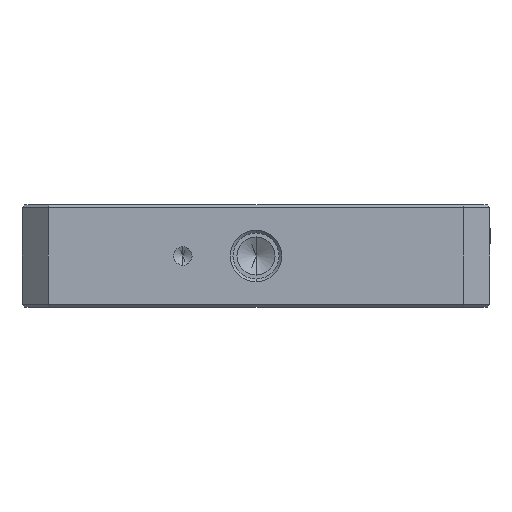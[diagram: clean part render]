
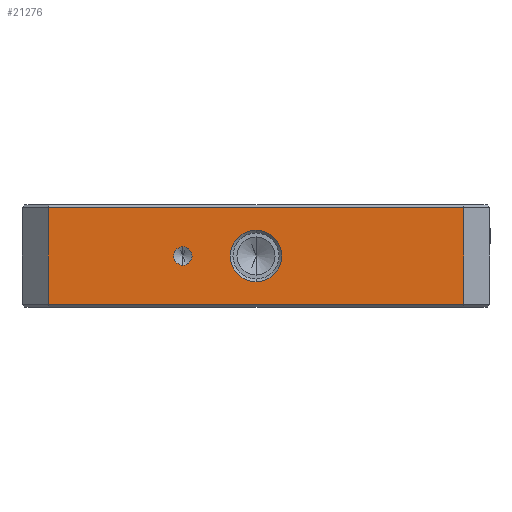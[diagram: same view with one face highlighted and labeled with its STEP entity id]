
A CAD part, front view. The second image highlights one B-rep face of the part: STEP entity #21276.
In plain terms, the highlighted planar face has unit normal (0, -1, 0).
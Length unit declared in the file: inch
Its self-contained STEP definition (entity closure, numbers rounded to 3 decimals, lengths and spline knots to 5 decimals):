
#593 = AXIS2_PLACEMENT_3D ( 'NONE', #26659, #15606, #13563 ) ;
#1114 = CARTESIAN_POINT ( 'NONE',  ( 0.71, -0.8, 0.175 ) ) ;
#2231 = VERTEX_POINT ( 'NONE', #14768 ) ;
#2350 = CARTESIAN_POINT ( 'NONE',  ( 0., -0.8, 0. ) ) ;
#2358 = CIRCLE ( 'NONE', #25089, 0.08874 ) ;
#2449 = DIRECTION ( 'NONE',  ( 0., 0., 1. ) ) ;
#2646 = ORIENTED_EDGE ( 'NONE', *, *, #26428, .F. ) ;
#2693 = DIRECTION ( 'NONE',  ( -1., 0., 0. ) ) ;
#2815 = AXIS2_PLACEMENT_3D ( 'NONE', #26865, #18129, #24751 ) ;
#3217 = ORIENTED_EDGE ( 'NONE', *, *, #7880, .F. ) ;
#3963 = EDGE_CURVE ( 'NONE', #23137, #2231, #22258, .T. ) ;
#4472 = EDGE_LOOP ( 'NONE', ( #10292, #27279 ) ) ;
#4598 = VERTEX_POINT ( 'NONE', #19223 ) ;
#5658 = CARTESIAN_POINT ( 'NONE',  ( -0.71, -0.8, 0.165 ) ) ;
#6031 = DIRECTION ( 'NONE',  ( 0., 0., 1. ) ) ;
#7880 = EDGE_CURVE ( 'NONE', #15661, #4598, #11957, .T. ) ;
#8223 = ORIENTED_EDGE ( 'NONE', *, *, #10462, .T. ) ;
#9185 = CARTESIAN_POINT ( 'NONE',  ( 0.71, -0.8, -0.165 ) ) ;
#9387 = DIRECTION ( 'NONE',  ( 0., 1., 0. ) ) ;
#9484 = DIRECTION ( 'NONE',  ( 0., 0., 1. ) ) ;
#9511 = DIRECTION ( 'NONE',  ( 0., 0., -1. ) ) ;
#10088 = VECTOR ( 'NONE', #2693, 39.37008 ) ;
#10292 = ORIENTED_EDGE ( 'NONE', *, *, #20556, .T. ) ;
#10462 = EDGE_CURVE ( 'NONE', #22967, #23137, #24432, .T. ) ;
#10659 = VECTOR ( 'NONE', #19013, 39.37008 ) ;
#10715 = EDGE_CURVE ( 'NONE', #10876, #14370, #16200, .T. ) ;
#10876 = VERTEX_POINT ( 'NONE', #12068 ) ;
#11957 = CIRCLE ( 'NONE', #2815, 0.03125 ) ;
#12068 = CARTESIAN_POINT ( 'NONE',  ( 0., -0.8, 0.08874 ) ) ;
#13138 = DIRECTION ( 'NONE',  ( 0., 1., 0. ) ) ;
#13376 = VECTOR ( 'NONE', #9511, 39.37008 ) ;
#13382 = AXIS2_PLACEMENT_3D ( 'NONE', #2350, #13138, #2449 ) ;
#13563 = DIRECTION ( 'NONE',  ( 0., 0., -1. ) ) ;
#13978 = FACE_BOUND ( 'NONE', #17324, .T. ) ;
#14370 = VERTEX_POINT ( 'NONE', #15869 ) ;
#14768 = CARTESIAN_POINT ( 'NONE',  ( -0.71, -0.8, -0.165 ) ) ;
#15323 = CIRCLE ( 'NONE', #593, 0.03125 ) ;
#15363 = FACE_OUTER_BOUND ( 'NONE', #27894, .T. ) ;
#15382 = LINE ( 'NONE', #22442, #20861 ) ;
#15606 = DIRECTION ( 'NONE',  ( 0., -1., 0. ) ) ;
#15651 = ORIENTED_EDGE ( 'NONE', *, *, #24596, .F. ) ;
#15661 = VERTEX_POINT ( 'NONE', #23857 ) ;
#15792 = DIRECTION ( 'NONE',  ( 1., 0., 0. ) ) ;
#15869 = CARTESIAN_POINT ( 'NONE',  ( 0., -0.8, -0.08874 ) ) ;
#15990 = AXIS2_PLACEMENT_3D ( 'NONE', #21107, #23539, #6031 ) ;
#16200 = CIRCLE ( 'NONE', #13382, 0.08874 ) ;
#16732 = FACE_BOUND ( 'NONE', #4472, .T. ) ;
#17324 = EDGE_LOOP ( 'NONE', ( #3217, #2646 ) ) ;
#17532 = LINE ( 'NONE', #1114, #13376 ) ;
#18129 = DIRECTION ( 'NONE',  ( 0., -1., 0. ) ) ;
#19013 = DIRECTION ( 'NONE',  ( 0., 0., -1. ) ) ;
#19134 = PLANE ( 'NONE',  #15990 ) ;
#19223 = CARTESIAN_POINT ( 'NONE',  ( -0.25, -0.8, 0.03125 ) ) ;
#19355 = CARTESIAN_POINT ( 'NONE',  ( 0.71, -0.8, 0.165 ) ) ;
#20413 = ORIENTED_EDGE ( 'NONE', *, *, #25119, .T. ) ;
#20552 = VERTEX_POINT ( 'NONE', #9185 ) ;
#20556 = EDGE_CURVE ( 'NONE', #14370, #10876, #2358, .T. ) ;
#20861 = VECTOR ( 'NONE', #15792, 39.37008 ) ;
#21107 = CARTESIAN_POINT ( 'NONE',  ( 0., -0.8, 0.175 ) ) ;
#21276 = ADVANCED_FACE ( 'NONE', ( #13978, #16732, #15363 ), #19134, .F. ) ;
#22258 = LINE ( 'NONE', #27835, #10659 ) ;
#22442 = CARTESIAN_POINT ( 'NONE',  ( 0., -0.8, -0.165 ) ) ;
#22459 = CARTESIAN_POINT ( 'NONE',  ( 0., -0.8, 0. ) ) ;
#22967 = VERTEX_POINT ( 'NONE', #19355 ) ;
#23137 = VERTEX_POINT ( 'NONE', #5658 ) ;
#23539 = DIRECTION ( 'NONE',  ( 0., 1., 0. ) ) ;
#23857 = CARTESIAN_POINT ( 'NONE',  ( -0.25, -0.8, -0.03125 ) ) ;
#24432 = LINE ( 'NONE', #26844, #10088 ) ;
#24596 = EDGE_CURVE ( 'NONE', #22967, #20552, #17532, .T. ) ;
#24751 = DIRECTION ( 'NONE',  ( 0., 0., -1. ) ) ;
#25089 = AXIS2_PLACEMENT_3D ( 'NONE', #22459, #9387, #9484 ) ;
#25119 = EDGE_CURVE ( 'NONE', #2231, #20552, #15382, .T. ) ;
#26428 = EDGE_CURVE ( 'NONE', #4598, #15661, #15323, .T. ) ;
#26659 = CARTESIAN_POINT ( 'NONE',  ( -0.25, -0.8, 0. ) ) ;
#26844 = CARTESIAN_POINT ( 'NONE',  ( -0.71, -0.8, 0.165 ) ) ;
#26865 = CARTESIAN_POINT ( 'NONE',  ( -0.25, -0.8, 0. ) ) ;
#27279 = ORIENTED_EDGE ( 'NONE', *, *, #10715, .T. ) ;
#27835 = CARTESIAN_POINT ( 'NONE',  ( -0.71, -0.8, 0.175 ) ) ;
#27840 = ORIENTED_EDGE ( 'NONE', *, *, #3963, .T. ) ;
#27894 = EDGE_LOOP ( 'NONE', ( #27840, #20413, #15651, #8223 ) ) ;
